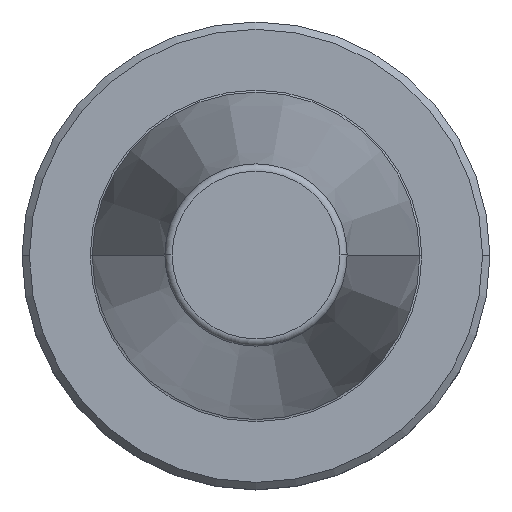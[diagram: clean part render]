
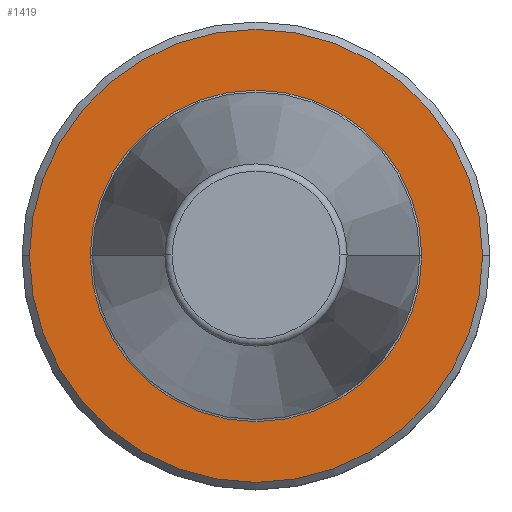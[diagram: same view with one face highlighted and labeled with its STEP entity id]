
A CAD part, top view. The second image highlights one B-rep face of the part: STEP entity #1419.
In plain terms, the highlighted planar face has unit normal (0, 0, 1).
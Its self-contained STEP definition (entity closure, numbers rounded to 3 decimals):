
#35 = DIRECTION ( 'NONE',  ( -1., 0., 0. ) ) ;
#44 = CARTESIAN_POINT ( 'NONE',  ( 22.5, 0., 145.3 ) ) ;
#138 = CIRCLE ( 'NONE', #1372, 30.75 ) ;
#146 = ORIENTED_EDGE ( 'NONE', *, *, #996, .T. ) ;
#159 = EDGE_CURVE ( 'NONE', #643, #983, #628, .T. ) ;
#256 = AXIS2_PLACEMENT_3D ( 'NONE', #1158, #469, #1465 ) ;
#286 = CARTESIAN_POINT ( 'NONE',  ( -30.75, 0., 145.3 ) ) ;
#303 = ORIENTED_EDGE ( 'NONE', *, *, #1454, .F. ) ;
#398 = EDGE_CURVE ( 'NONE', #1393, #1166, #659, .T. ) ;
#429 = DIRECTION ( 'NONE',  ( 0., 0., 1. ) ) ;
#432 = FACE_BOUND ( 'NONE', #1340, .T. ) ;
#469 = DIRECTION ( 'NONE',  ( 0., 0., 1. ) ) ;
#510 = AXIS2_PLACEMENT_3D ( 'NONE', #1141, #429, #1268 ) ;
#541 = CARTESIAN_POINT ( 'NONE',  ( 0., 30.75, 145.3 ) ) ;
#619 = CARTESIAN_POINT ( 'NONE',  ( -22.5, 0., 145.3 ) ) ;
#628 = CIRCLE ( 'NONE', #256, 22.5 ) ;
#643 = VERTEX_POINT ( 'NONE', #619 ) ;
#659 = CIRCLE ( 'NONE', #1338, 30.75 ) ;
#700 = CARTESIAN_POINT ( 'NONE',  ( 0., 0., 145.3 ) ) ;
#798 = FACE_OUTER_BOUND ( 'NONE', #1367, .T. ) ;
#809 = DIRECTION ( 'NONE',  ( 0., 0., -1. ) ) ;
#871 = CIRCLE ( 'NONE', #510, 22.5 ) ;
#892 = AXIS2_PLACEMENT_3D ( 'NONE', #541, #809, #35 ) ;
#926 = DIRECTION ( 'NONE',  ( 0., 0., 1. ) ) ;
#983 = VERTEX_POINT ( 'NONE', #44 ) ;
#996 = EDGE_CURVE ( 'NONE', #1166, #1393, #138, .T. ) ;
#1018 = CARTESIAN_POINT ( 'NONE',  ( 0., 0., 145.3 ) ) ;
#1070 = ORIENTED_EDGE ( 'NONE', *, *, #159, .F. ) ;
#1139 = DIRECTION ( 'NONE',  ( 1., 0., 0. ) ) ;
#1141 = CARTESIAN_POINT ( 'NONE',  ( 0., 0., 145.3 ) ) ;
#1146 = DIRECTION ( 'NONE',  ( 0., 0., 1. ) ) ;
#1158 = CARTESIAN_POINT ( 'NONE',  ( 0., 0., 145.3 ) ) ;
#1166 = VERTEX_POINT ( 'NONE', #1514 ) ;
#1233 = ORIENTED_EDGE ( 'NONE', *, *, #398, .T. ) ;
#1268 = DIRECTION ( 'NONE',  ( 1., 0., 0. ) ) ;
#1315 = DIRECTION ( 'NONE',  ( 1., 0., 0. ) ) ;
#1338 = AXIS2_PLACEMENT_3D ( 'NONE', #1018, #926, #1315 ) ;
#1340 = EDGE_LOOP ( 'NONE', ( #303, #1070 ) ) ;
#1367 = EDGE_LOOP ( 'NONE', ( #1233, #146 ) ) ;
#1372 = AXIS2_PLACEMENT_3D ( 'NONE', #700, #1146, #1139 ) ;
#1393 = VERTEX_POINT ( 'NONE', #286 ) ;
#1419 = ADVANCED_FACE ( 'NONE', ( #432, #798 ), #1473, .F. ) ;
#1454 = EDGE_CURVE ( 'NONE', #983, #643, #871, .T. ) ;
#1465 = DIRECTION ( 'NONE',  ( 1., 0., 0. ) ) ;
#1473 = PLANE ( 'NONE',  #892 ) ;
#1514 = CARTESIAN_POINT ( 'NONE',  ( 30.75, 0., 145.3 ) ) ;
